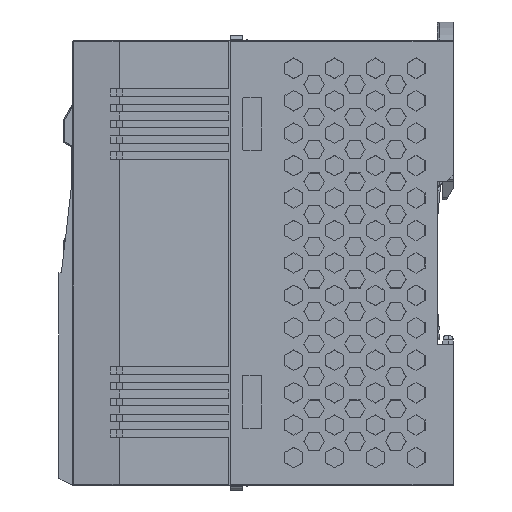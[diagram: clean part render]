
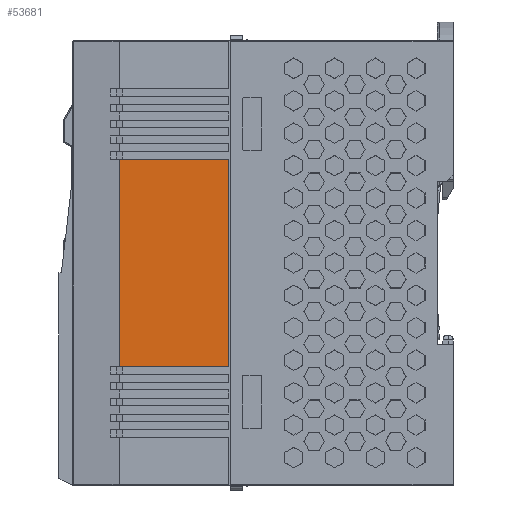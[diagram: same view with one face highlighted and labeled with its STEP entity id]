
A CAD part, left-side view. The second image highlights one B-rep face of the part: STEP entity #53681.
In plain terms, the highlighted planar face has unit normal (-1, 0, 0).
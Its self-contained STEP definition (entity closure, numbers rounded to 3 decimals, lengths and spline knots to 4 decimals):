
#663 = LINE ( 'NONE', #165906, #148193 ) ;
#1019 = CARTESIAN_POINT ( 'NONE',  ( -3.7008, 1.7717, 0. ) ) ;
#2163 = VECTOR ( 'NONE', #89896, 39.3701 ) ;
#3341 = DIRECTION ( 'NONE',  ( 0., 0., -1. ) ) ;
#4158 = CARTESIAN_POINT ( 'NONE',  ( -3.7008, 2.7047, 2.2677 ) ) ;
#4839 = VERTEX_POINT ( 'NONE', #9107 ) ;
#7605 = CARTESIAN_POINT ( 'NONE',  ( -3.7008, 1.7598, -1.8898 ) ) ;
#9107 = CARTESIAN_POINT ( 'NONE',  ( -3.7008, 2.7047, 0.8819 ) ) ;
#14927 = DIRECTION ( 'NONE',  ( 0., -1., 0. ) ) ;
#15999 = EDGE_CURVE ( 'NONE', #143391, #73765, #156550, .T. ) ;
#16746 = LINE ( 'NONE', #4158, #25883 ) ;
#25883 = VECTOR ( 'NONE', #3341, 39.3701 ) ;
#36933 = EDGE_CURVE ( 'NONE', #73765, #87010, #165414, .T. ) ;
#47072 = CARTESIAN_POINT ( 'NONE',  ( -3.7008, 2.7047, -0.8819 ) ) ;
#53681 = ADVANCED_FACE ( 'NONE', ( #60401 ), #84739, .T. ) ;
#57331 = ORIENTED_EDGE ( 'NONE', *, *, #15999, .T. ) ;
#60401 = FACE_OUTER_BOUND ( 'NONE', #89539, .T. ) ;
#61233 = DIRECTION ( 'NONE',  ( -1., 0., 0. ) ) ;
#68627 = VECTOR ( 'NONE', #104591, 39.3701 ) ;
#73765 = VERTEX_POINT ( 'NONE', #77877 ) ;
#77877 = CARTESIAN_POINT ( 'NONE',  ( -3.7008, 1.7717, -0.8819 ) ) ;
#84739 = PLANE ( 'NONE',  #117656 ) ;
#87010 = VERTEX_POINT ( 'NONE', #147128 ) ;
#89539 = EDGE_LOOP ( 'NONE', ( #163123, #101803, #151623, #57331 ) ) ;
#89896 = DIRECTION ( 'NONE',  ( 0., 0., 1. ) ) ;
#101803 = ORIENTED_EDGE ( 'NONE', *, *, #158874, .F. ) ;
#104591 = DIRECTION ( 'NONE',  ( 0., -1., 0. ) ) ;
#115973 = EDGE_CURVE ( 'NONE', #4839, #143391, #16746, .T. ) ;
#117656 = AXIS2_PLACEMENT_3D ( 'NONE', #7605, #61233, #138368 ) ;
#117965 = CARTESIAN_POINT ( 'NONE',  ( -3.7008, 0., -0.8819 ) ) ;
#138368 = DIRECTION ( 'NONE',  ( 0., 0., 1. ) ) ;
#143391 = VERTEX_POINT ( 'NONE', #47072 ) ;
#147128 = CARTESIAN_POINT ( 'NONE',  ( -3.7008, 1.7717, 0.8819 ) ) ;
#148193 = VECTOR ( 'NONE', #14927, 39.3701 ) ;
#151623 = ORIENTED_EDGE ( 'NONE', *, *, #115973, .T. ) ;
#156550 = LINE ( 'NONE', #117965, #68627 ) ;
#158874 = EDGE_CURVE ( 'NONE', #4839, #87010, #663, .T. ) ;
#163123 = ORIENTED_EDGE ( 'NONE', *, *, #36933, .T. ) ;
#165414 = LINE ( 'NONE', #1019, #2163 ) ;
#165906 = CARTESIAN_POINT ( 'NONE',  ( -3.7008, 0., 0.8819 ) ) ;
